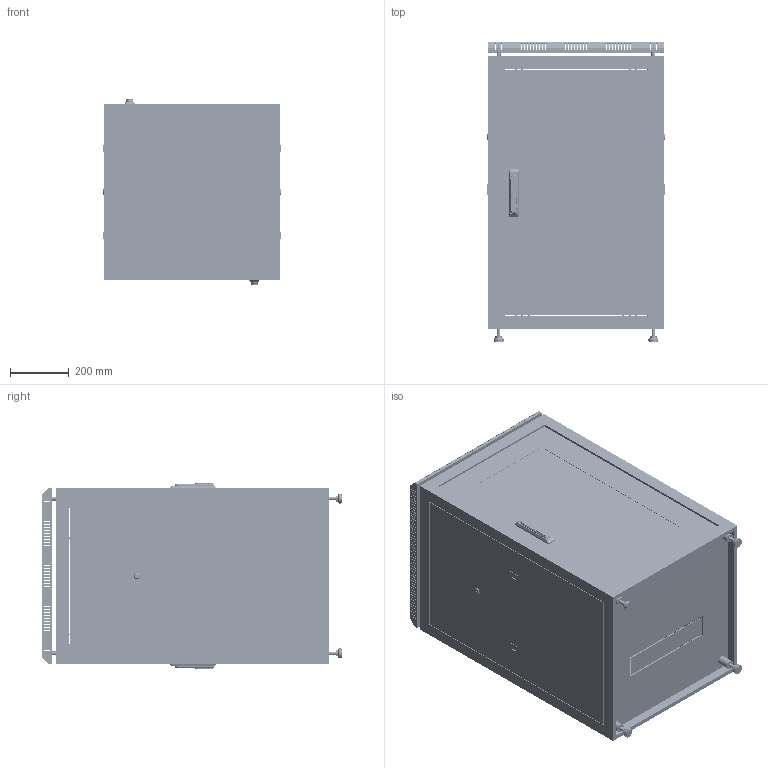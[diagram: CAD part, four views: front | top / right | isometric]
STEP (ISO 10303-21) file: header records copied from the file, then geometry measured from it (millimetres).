
FILE_DESCRIPTION (( 'STEP AP214' ), '1' );
FILE_NAME ('ITK 600x600_18U_DverStekl-Me.STEP', '2018-05-28T08:14:29', ( '' ), ( '' ), 'SwSTEP 2.0', 'SolidWorks 2014', '' );
FILE_SCHEMA (( 'AUTOMOTIVE_DESIGN' ));
Length unit declared in the file: millimetre
Products named in the file (23): Krysha; 侲膹馯罻; ßçû÷åê (3õ òî÷å÷íîå çàïèðàíèå); DverMe_Sborka_18U; Panel_Bok_-00; Dver_Me_18U; Verh; Niz; ﾇ琥韲; hex flange bolt_din_DIN 6921 - M6 x 12 x 12-N; Gaika; Bok_profil_-00; Planka_-00; ITK 600x600_18U_DverStekl-Me; Stoika_-00; Dver_18U; Steklo_-00; Dver_Sborka_18U; ﾇ瑟鶴 MESAN 006; Vint (1)_01; Profil 19_-00; Êîðïóñ çàìêà 006; Îïîðà LF-80
Assembly tree (100 placements, depth 4):
  ITK 600x600_18U_DverStekl-Me
    Verh
    Niz
    Stoika_-00  x4
    Profil 19_-00  x4
    Krysha
    Îïîðà LF-80  x4
    Bok_profil_-00  x6
    Vint (1)_01  x31
    Gaika  x32
    Planka_-00  x2
    Panel_Bok_-00  x2
    Dver_Sborka_18U
      Dver_18U
      ﾇ瑟鶴 MESAN 006
        Êîðïóñ çàìêà 006
        侲膹馯罻
        ﾇ琥韲
        ßçû÷åê (3õ òî÷å÷íîå çàïèðàíèå)
        hex flange bolt_din_DIN 6921 - M6 x 12 x 12-N
      Steklo_-00
    DverMe_Sborka_18U
      Dver_Me_18U
      ﾇ瑟鶴 MESAN 006
        Êîðïóñ çàìêà 006
        侲膹馯罻
        ﾇ琥韲
        ßçû÷åê (3õ òî÷å÷íîå çàïèðàíèå)
        hex flange bolt_din_DIN 6921 - M6 x 12 x 12-N
Bounding box: 608 x 1022.8 x 635 mm (x, y, z)
Volume: 8937131.7 mm3; surface area: 10168051.1 mm2
Topology: 103 solids, 103 shells, 10506 faces, 27780 edges, 17394 vertices
Faces by surface type: plane 8391, cylinder 1598, bspline 400, sphere 55, cone 44, torus 18
Full cylindrical faces by diameter (mm): 4 x6, 5 x6, 5.5 x8, 6 x59, 6.5 x28, 7 x36, 7.3 x8, 8 x4, 10 x10, 12 x4, 12.018 x31, 14 x8, 15 x2, 21 x2, 22 x2, 23 x4, 28 x4, 30 x4, 34 x4
Entity records: 94501 total; most frequent: CARTESIAN_POINT 17080, ORIENTED_EDGE 16268, DIRECTION 14261, EDGE_CURVE 8134, VECTOR 7445, LINE 7445, VERTEX_POINT 5419, EDGE_LOOP 3599
